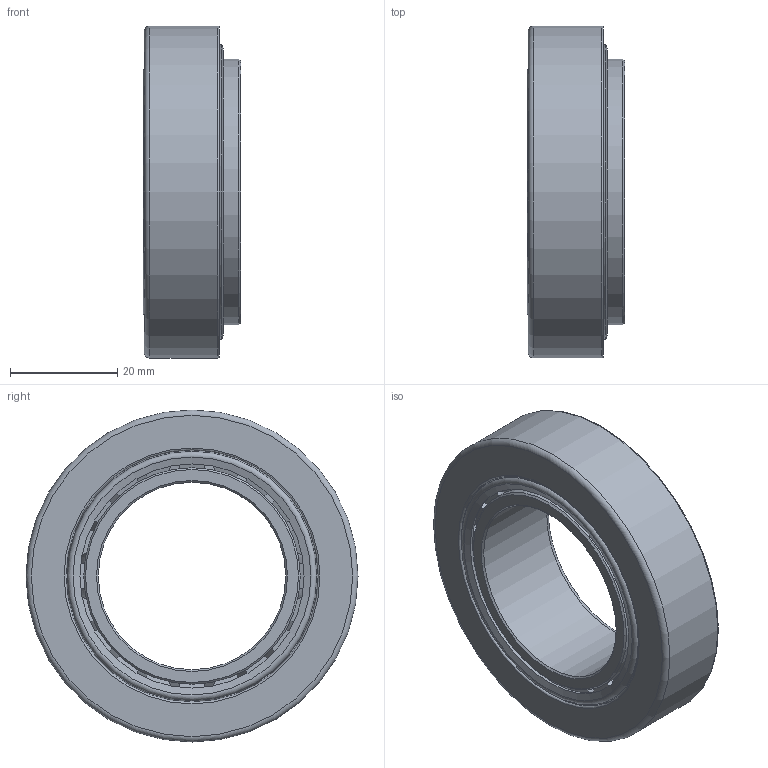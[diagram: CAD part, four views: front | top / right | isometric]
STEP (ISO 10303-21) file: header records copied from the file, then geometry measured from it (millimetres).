
FILE_DESCRIPTION( ( 'STEP AP214' ), '1' );
FILE_NAME( '32007 X.stp', '2020-02-03T17:02:33', ( '' ), ( '' ), ' ', 'PARTsolutions', ' ' );
FILE_SCHEMA( ( 'AUTOMOTIVE_DESIGN { 1 0 10303 214 1 1 1 1 }' ) );
Length unit declared in the file: millimetre
Products named in the file (5): 32007 X; _32007 X_ir; _32007 X_cage; _32007 X_roller; _32007 X_or
Assembly tree (23 placements, depth 2):
  32007 X
    _32007 X_ir
    _32007 X_cage
    _32007 X_roller  x20
    _32007 X_or
Bounding box: 18.22 x 62 x 62 mm (x, y, z)
Volume: 29788.1 mm3; surface area: 24422.4 mm2
Topology: 23 solids, 23 shells, 87 faces, 110 edges, 67 vertices
Faces by surface type: plane 44, cone 33, torus 6, cylinder 4
Full cylindrical faces by diameter (mm): 35 x1, 40.426 x1, 49.6 x1, 62 x1
Entity records: 1084 total; most frequent: DIRECTION 166, CARTESIAN_POINT 112, AXIS2_PLACEMENT_3D 83, EDGE_LOOP 58, ORIENTED_EDGE 58, FACE_OUTER_BOUND 40, STYLED_ITEM 30, PRESENTATION_STYLE_ASSIGNMENT 30
